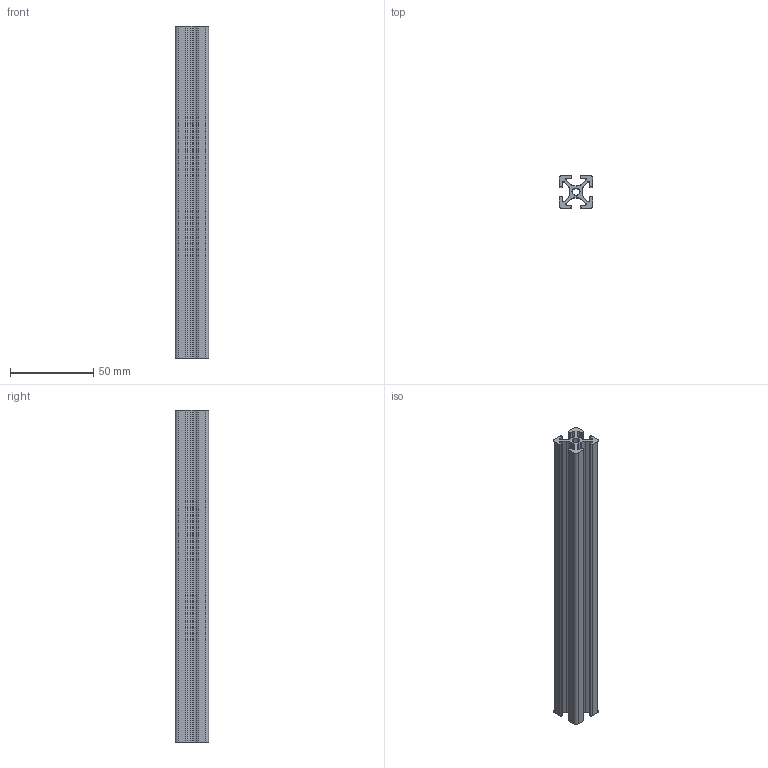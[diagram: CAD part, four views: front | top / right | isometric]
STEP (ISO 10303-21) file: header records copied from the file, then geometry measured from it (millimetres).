
FILE_DESCRIPTION(('FreeCAD Model'),'2;1');
FILE_NAME('Open CASCADE Shape Model','2024-08-16T10:17:17',(''),(''), 'Open CASCADE STEP processor 7.6','FreeCAD','Unknown');
FILE_SCHEMA(('AUTOMOTIVE_DESIGN { 1 0 10303 214 1 1 1 1 }'));
Length unit declared in the file: millimetre
Products named in the file (1): Fusion001
Bounding box: 20 x 20 x 200 mm (x, y, z)
Volume: 34398.2 mm3; surface area: 34108.5 mm2
Topology: 1 solids, 1 shells, 88 faces, 248 edges, 160 vertices
Faces by surface type: plane 48, cylinder 40
Entity records: 6211 total; most frequent: CARTESIAN_POINT 1236, DIRECTION 959, LINE 581, VECTOR 581, ORIENTED_EDGE 496, PCURVE 496, DEFINITIONAL_REPRESENTATION 496, EDGE_CURVE 248
